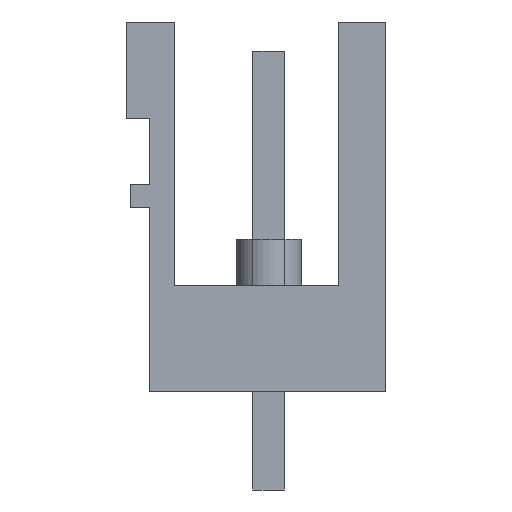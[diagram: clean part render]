
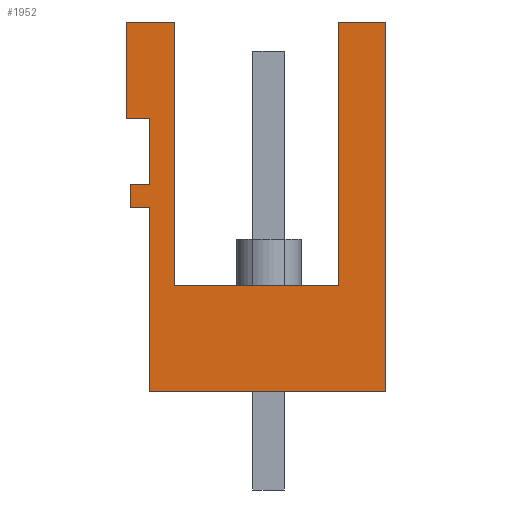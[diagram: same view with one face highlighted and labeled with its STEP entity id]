
A CAD part, left-side view. The second image highlights one B-rep face of the part: STEP entity #1952.
In plain terms, the highlighted planar face has unit normal (-1, 0, 0).
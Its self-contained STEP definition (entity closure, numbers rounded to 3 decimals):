
#1852=AXIS2_PLACEMENT_3D('Plane Axis2P3D',#1849,#1850,#1851) ;
#383=CARTESIAN_POINT('Vertex',(0.,7.68,3.2)) ;
#386=CARTESIAN_POINT('Line Origine',(0.,7.68,6.19)) ;
#390=CARTESIAN_POINT('Vertex',(0.,7.68,9.181)) ;
#1833=CARTESIAN_POINT('Vertex',(0.,0.,3.2)) ;
#1836=CARTESIAN_POINT('Line Origine',(0.,3.84,3.2)) ;
#1849=CARTESIAN_POINT('Axis2P3D Location',(0.,8.43,1.7)) ;
#1854=CARTESIAN_POINT('Line Origine',(0.,0.,9.2)) ;
#1858=CARTESIAN_POINT('Vertex',(0.,0.,15.2)) ;
#1861=CARTESIAN_POINT('Line Origine',(0.,0.775,15.2)) ;
#1865=CARTESIAN_POINT('Vertex',(0.,1.55,15.2)) ;
#1868=CARTESIAN_POINT('Line Origine',(0.,1.55,10.925)) ;
#1872=CARTESIAN_POINT('Vertex',(0.,1.55,6.65)) ;
#1875=CARTESIAN_POINT('Line Origine',(0.,4.206,6.65)) ;
#1879=CARTESIAN_POINT('Vertex',(0.,6.863,6.65)) ;
#1882=CARTESIAN_POINT('Line Origine',(0.,6.863,10.925)) ;
#1886=CARTESIAN_POINT('Vertex',(0.,6.863,15.2)) ;
#1889=CARTESIAN_POINT('Line Origine',(0.,7.647,15.2)) ;
#1893=CARTESIAN_POINT('Vertex',(0.,8.43,15.2)) ;
#1896=CARTESIAN_POINT('Line Origine',(0.,8.43,13.64)) ;
#1900=CARTESIAN_POINT('Vertex',(0.,8.43,12.08)) ;
#1903=CARTESIAN_POINT('Line Origine',(0.,8.055,12.08)) ;
#1907=CARTESIAN_POINT('Vertex',(0.,7.68,12.08)) ;
#1910=CARTESIAN_POINT('Line Origine',(0.,7.68,11.005)) ;
#1914=CARTESIAN_POINT('Vertex',(0.,7.68,9.93)) ;
#1917=CARTESIAN_POINT('Line Origine',(0.,7.99,9.93)) ;
#1921=CARTESIAN_POINT('Vertex',(0.,8.3,9.93)) ;
#1924=CARTESIAN_POINT('Line Origine',(0.,8.3,9.555)) ;
#1928=CARTESIAN_POINT('Vertex',(0.,8.3,9.181)) ;
#1931=CARTESIAN_POINT('Line Origine',(0.,7.99,9.181)) ;
#387=DIRECTION('Vector Direction',(0.,0.,-1.)) ;
#1837=DIRECTION('Vector Direction',(0.,-1.,0.)) ;
#1850=DIRECTION('Axis2P3D Direction',(-1.,0.,0.)) ;
#1851=DIRECTION('Axis2P3D XDirection',(0.,1.,0.)) ;
#1855=DIRECTION('Vector Direction',(0.,0.,1.)) ;
#1862=DIRECTION('Vector Direction',(0.,1.,0.)) ;
#1869=DIRECTION('Vector Direction',(0.,0.,-1.)) ;
#1876=DIRECTION('Vector Direction',(0.,1.,0.)) ;
#1883=DIRECTION('Vector Direction',(0.,0.,1.)) ;
#1890=DIRECTION('Vector Direction',(0.,1.,0.)) ;
#1897=DIRECTION('Vector Direction',(0.,0.,-1.)) ;
#1904=DIRECTION('Vector Direction',(0.,-1.,0.)) ;
#1911=DIRECTION('Vector Direction',(0.,0.,-1.)) ;
#1918=DIRECTION('Vector Direction',(0.,1.,0.)) ;
#1925=DIRECTION('Vector Direction',(0.,0.,-1.)) ;
#1932=DIRECTION('Vector Direction',(0.,-1.,0.)) ;
#388=VECTOR('Line Direction',#387,1.) ;
#1838=VECTOR('Line Direction',#1837,1.) ;
#1856=VECTOR('Line Direction',#1855,1.) ;
#1863=VECTOR('Line Direction',#1862,1.) ;
#1870=VECTOR('Line Direction',#1869,1.) ;
#1877=VECTOR('Line Direction',#1876,1.) ;
#1884=VECTOR('Line Direction',#1883,1.) ;
#1891=VECTOR('Line Direction',#1890,1.) ;
#1898=VECTOR('Line Direction',#1897,1.) ;
#1905=VECTOR('Line Direction',#1904,1.) ;
#1912=VECTOR('Line Direction',#1911,1.) ;
#1919=VECTOR('Line Direction',#1918,1.) ;
#1926=VECTOR('Line Direction',#1925,1.) ;
#1933=VECTOR('Line Direction',#1932,1.) ;
#1937=ORIENTED_EDGE('',*,*,#1860,.T.) ;
#1938=ORIENTED_EDGE('',*,*,#1867,.T.) ;
#1939=ORIENTED_EDGE('',*,*,#1874,.T.) ;
#1940=ORIENTED_EDGE('',*,*,#1881,.T.) ;
#1941=ORIENTED_EDGE('',*,*,#1888,.T.) ;
#1942=ORIENTED_EDGE('',*,*,#1895,.T.) ;
#1943=ORIENTED_EDGE('',*,*,#1902,.T.) ;
#1944=ORIENTED_EDGE('',*,*,#1909,.T.) ;
#1945=ORIENTED_EDGE('',*,*,#1916,.T.) ;
#1946=ORIENTED_EDGE('',*,*,#1923,.T.) ;
#1947=ORIENTED_EDGE('',*,*,#1930,.T.) ;
#1948=ORIENTED_EDGE('',*,*,#1935,.T.) ;
#1949=ORIENTED_EDGE('',*,*,#392,.T.) ;
#1950=ORIENTED_EDGE('',*,*,#1840,.T.) ;
#1952=ADVANCED_FACE('HOUSING',(#1951),#1853,.T.) ;
#392=EDGE_CURVE('',#391,#384,#389,.T.) ;
#1840=EDGE_CURVE('',#384,#1834,#1839,.T.) ;
#1860=EDGE_CURVE('',#1834,#1859,#1857,.T.) ;
#1867=EDGE_CURVE('',#1859,#1866,#1864,.T.) ;
#1874=EDGE_CURVE('',#1866,#1873,#1871,.T.) ;
#1881=EDGE_CURVE('',#1873,#1880,#1878,.T.) ;
#1888=EDGE_CURVE('',#1880,#1887,#1885,.T.) ;
#1895=EDGE_CURVE('',#1887,#1894,#1892,.T.) ;
#1902=EDGE_CURVE('',#1894,#1901,#1899,.T.) ;
#1909=EDGE_CURVE('',#1901,#1908,#1906,.T.) ;
#1916=EDGE_CURVE('',#1908,#1915,#1913,.T.) ;
#1923=EDGE_CURVE('',#1915,#1922,#1920,.T.) ;
#1930=EDGE_CURVE('',#1922,#1929,#1927,.T.) ;
#1935=EDGE_CURVE('',#1929,#391,#1934,.T.) ;
#1936=EDGE_LOOP('',(#1937,#1938,#1939,#1940,#1941,#1942,#1943,#1944,#1945,#1946,#1947,#1948,#1949,#1950)) ;
#1951=FACE_OUTER_BOUND('',#1936,.T.) ;
#389=LINE('Line',#386,#388) ;
#1839=LINE('Line',#1836,#1838) ;
#1857=LINE('Line',#1854,#1856) ;
#1864=LINE('Line',#1861,#1863) ;
#1871=LINE('Line',#1868,#1870) ;
#1878=LINE('Line',#1875,#1877) ;
#1885=LINE('Line',#1882,#1884) ;
#1892=LINE('Line',#1889,#1891) ;
#1899=LINE('Line',#1896,#1898) ;
#1906=LINE('Line',#1903,#1905) ;
#1913=LINE('Line',#1910,#1912) ;
#1920=LINE('Line',#1917,#1919) ;
#1927=LINE('Line',#1924,#1926) ;
#1934=LINE('Line',#1931,#1933) ;
#1853=PLANE('',#1852) ;
#384=VERTEX_POINT('',#383) ;
#391=VERTEX_POINT('',#390) ;
#1834=VERTEX_POINT('',#1833) ;
#1859=VERTEX_POINT('',#1858) ;
#1866=VERTEX_POINT('',#1865) ;
#1873=VERTEX_POINT('',#1872) ;
#1880=VERTEX_POINT('',#1879) ;
#1887=VERTEX_POINT('',#1886) ;
#1894=VERTEX_POINT('',#1893) ;
#1901=VERTEX_POINT('',#1900) ;
#1908=VERTEX_POINT('',#1907) ;
#1915=VERTEX_POINT('',#1914) ;
#1922=VERTEX_POINT('',#1921) ;
#1929=VERTEX_POINT('',#1928) ;
